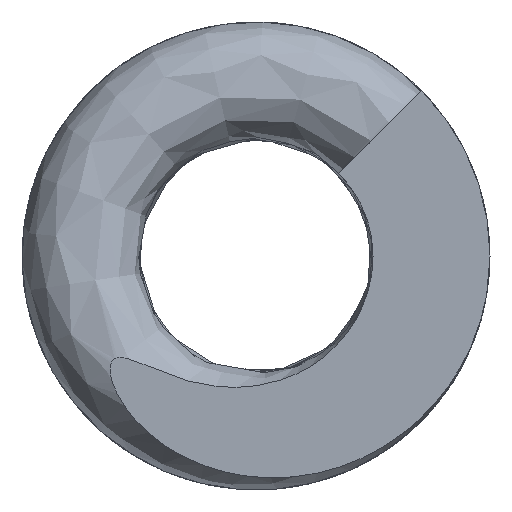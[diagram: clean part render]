
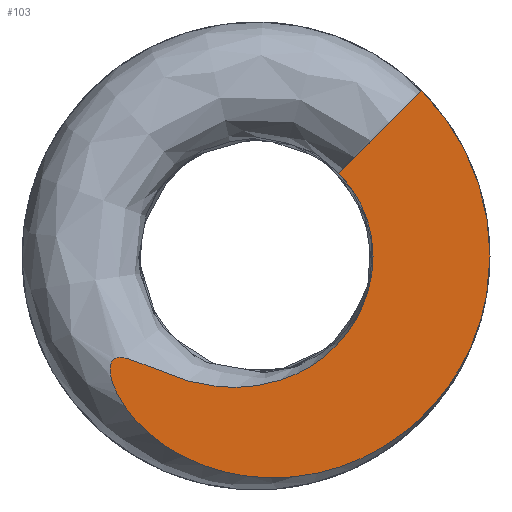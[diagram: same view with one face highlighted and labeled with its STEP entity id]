
A CAD part, front view. The second image highlights one B-rep face of the part: STEP entity #103.
In plain terms, the highlighted planar face has unit normal (0, -1, 0).
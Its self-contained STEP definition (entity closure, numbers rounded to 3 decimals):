
#17=B_SPLINE_CURVE_WITH_KNOTS('',3,(#232,#233,#234,#235,#236,#237,#238,
#239,#240,#241,#242,#243,#244,#245,#246,#247,#248,#249,#250,#251,#252,#253,
#254,#255,#256,#257,#258,#259,#260,#261,#262,#263,#264,#265,#266,#267,#268,
#269,#270,#271,#272,#273),.UNSPECIFIED.,.F.,.F.,(4,2,2,2,2,2,2,2,2,2,2,
2,2,2,2,2,2,2,2,2,4),(-2.128,-1.961,-1.797,
-1.61,-1.43,-1.26,-1.098,
-0.955,-0.868,-0.819,-0.79,
-0.769,-0.748,-0.72,-0.654,
-0.458,-0.346,-0.256,-0.17,
-0.085,0.),.UNSPECIFIED.);
#19=LINE('',#176,#21);
#21=VECTOR('',#147,10.);
#26=PLANE('',#132);
#32=FACE_OUTER_BOUND('',#39,.T.);
#39=EDGE_LOOP('',(#86,#87,#88,#89));
#42=CIRCLE('',#121,2.);
#44=CIRCLE('',#123,4.);
#49=VERTEX_POINT('',#167);
#50=VERTEX_POINT('',#168);
#51=VERTEX_POINT('',#170);
#52=VERTEX_POINT('',#172);
#58=EDGE_CURVE('',#49,#51,#42,.T.);
#60=EDGE_CURVE('',#50,#52,#44,.T.);
#61=EDGE_CURVE('',#51,#52,#19,.T.);
#68=EDGE_CURVE('',#50,#49,#17,.T.);
#86=ORIENTED_EDGE('',*,*,#68,.F.);
#87=ORIENTED_EDGE('',*,*,#60,.T.);
#88=ORIENTED_EDGE('',*,*,#61,.F.);
#89=ORIENTED_EDGE('',*,*,#58,.F.);
#103=ADVANCED_FACE('',(#32),#26,.F.);
#121=AXIS2_PLACEMENT_3D('',#171,#139,#140);
#123=AXIS2_PLACEMENT_3D('',#174,#143,#144);
#132=AXIS2_PLACEMENT_3D('',#231,#163,#164);
#139=DIRECTION('center_axis',(0.,-1.,0.));
#140=DIRECTION('ref_axis',(1.,0.,0.));
#143=DIRECTION('center_axis',(0.,-1.,0.));
#144=DIRECTION('ref_axis',(1.,0.,0.));
#147=DIRECTION('',(0.707,0.,0.707));
#163=DIRECTION('center_axis',(0.,1.,0.));
#164=DIRECTION('ref_axis',(1.,0.,0.));
#167=CARTESIAN_POINT('',(2.,0.,0.));
#168=CARTESIAN_POINT('',(4.,0.,0.));
#170=CARTESIAN_POINT('',(1.414,0.,1.414));
#171=CARTESIAN_POINT('Origin',(0.,0.,
0.));
#172=CARTESIAN_POINT('',(2.828,0.,2.828));
#174=CARTESIAN_POINT('Origin',(0.,0.,
0.));
#176=CARTESIAN_POINT('',(-1.14,0.,-1.14));
#231=CARTESIAN_POINT('Origin',(-6.225,0.,
0.));
#232=CARTESIAN_POINT('Ctrl Pts',(4.,0.,0.));
#233=CARTESIAN_POINT('Ctrl Pts',(4.,0.,-0.448));
#234=CARTESIAN_POINT('Ctrl Pts',(3.922,0.,
-0.892));
#235=CARTESIAN_POINT('Ctrl Pts',(3.619,0.,
-1.724));
#236=CARTESIAN_POINT('Ctrl Pts',(3.4,0.,
-2.108));
#237=CARTESIAN_POINT('Ctrl Pts',(2.801,0.,
-2.831));
#238=CARTESIAN_POINT('Ctrl Pts',(2.407,0.,-3.15));
#239=CARTESIAN_POINT('Ctrl Pts',(1.536,0.,
-3.603));
#240=CARTESIAN_POINT('Ctrl Pts',(1.069,0.,
-3.74));
#241=CARTESIAN_POINT('Ctrl Pts',(0.136,0.,
-3.819));
#242=CARTESIAN_POINT('Ctrl Pts',(-0.322,0.,
-3.769));
#243=CARTESIAN_POINT('Ctrl Pts',(-1.165,0.,
-3.498));
#244=CARTESIAN_POINT('Ctrl Pts',(-1.522,0.,
-3.294));
#245=CARTESIAN_POINT('Ctrl Pts',(-2.062,0.,
-2.834));
#246=CARTESIAN_POINT('Ctrl Pts',(-2.242,0.,
-2.602));
#247=CARTESIAN_POINT('Ctrl Pts',(-2.423,0.,
-2.263));
#248=CARTESIAN_POINT('Ctrl Pts',(-2.466,0.,-2.144));
#249=CARTESIAN_POINT('Ctrl Pts',(-2.495,0.,-1.987));
#250=CARTESIAN_POINT('Ctrl Pts',(-2.498,0.,
-1.936));
#251=CARTESIAN_POINT('Ctrl Pts',(-2.489,0.,
-1.867));
#252=CARTESIAN_POINT('Ctrl Pts',(-2.483,0.,
-1.842));
#253=CARTESIAN_POINT('Ctrl Pts',(-2.464,0.,
-1.802));
#254=CARTESIAN_POINT('Ctrl Pts',(-2.454,0.,
-1.787));
#255=CARTESIAN_POINT('Ctrl Pts',(-2.427,0.,
-1.762));
#256=CARTESIAN_POINT('Ctrl Pts',(-2.411,0.,
-1.752));
#257=CARTESIAN_POINT('Ctrl Pts',(-2.371,0.,
-1.737));
#258=CARTESIAN_POINT('Ctrl Pts',(-2.345,0.,
-1.734));
#259=CARTESIAN_POINT('Ctrl Pts',(-2.262,0.,-1.734));
#260=CARTESIAN_POINT('Ctrl Pts',(-2.193,0.,-1.752));
#261=CARTESIAN_POINT('Ctrl Pts',(-1.882,0.,
-1.861));
#262=CARTESIAN_POINT('Ctrl Pts',(-1.558,0.,
-2.033));
#263=CARTESIAN_POINT('Ctrl Pts',(-0.89,0.,
-2.208));
#264=CARTESIAN_POINT('Ctrl Pts',(-0.563,0.,
-2.265));
#265=CARTESIAN_POINT('Ctrl Pts',(0.111,0.,
-2.219));
#266=CARTESIAN_POINT('Ctrl Pts',(0.403,0.,
-2.147));
#267=CARTESIAN_POINT('Ctrl Pts',(0.939,0.,
-1.902));
#268=CARTESIAN_POINT('Ctrl Pts',(1.177,0.,
-1.735));
#269=CARTESIAN_POINT('Ctrl Pts',(1.575,0.,
-1.324));
#270=CARTESIAN_POINT('Ctrl Pts',(1.731,0.,
-1.085));
#271=CARTESIAN_POINT('Ctrl Pts',(1.945,0.,
-0.562));
#272=CARTESIAN_POINT('Ctrl Pts',(2.,0.,-0.282));
#273=CARTESIAN_POINT('Ctrl Pts',(2.,0.,0.));
